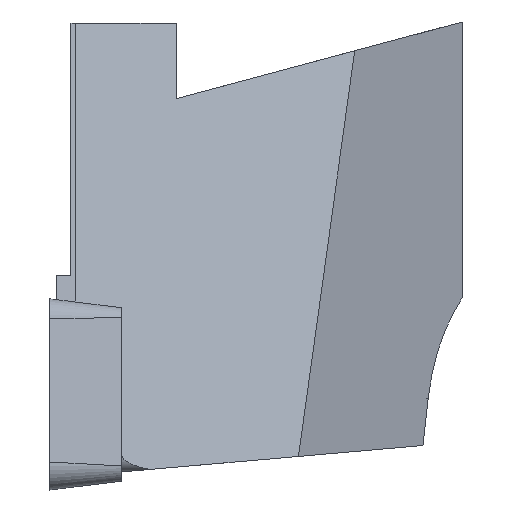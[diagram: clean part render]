
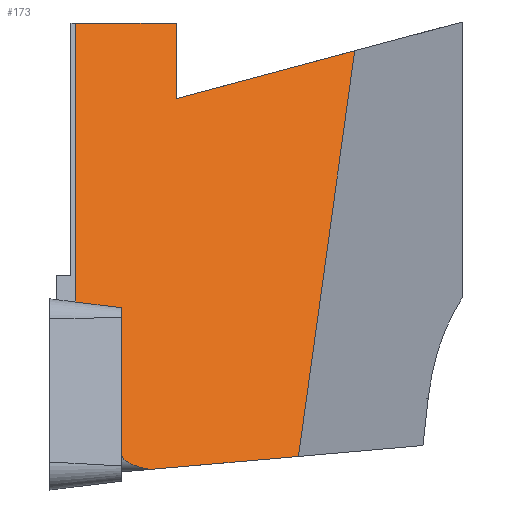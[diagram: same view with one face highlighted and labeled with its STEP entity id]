
A CAD part, left-side view. The second image highlights one B-rep face of the part: STEP entity #173.
In plain terms, the highlighted planar face has unit normal (-0.937, -0.309, 0.165).
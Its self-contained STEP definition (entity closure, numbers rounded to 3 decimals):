
#127=ELLIPSE('',#858,1.618,0.5);
#143=FACE_OUTER_BOUND('',#261,.T.);
#173=ADVANCED_FACE('',(#143),#212,.F.);
#212=PLANE('',#859);
#261=EDGE_LOOP('',(#398,#399,#400,#401,#402,#403,#404,#405,#406));
#398=ORIENTED_EDGE('',*,*,#616,.T.);
#399=ORIENTED_EDGE('',*,*,#618,.F.);
#400=ORIENTED_EDGE('',*,*,#589,.F.);
#401=ORIENTED_EDGE('',*,*,#601,.F.);
#402=ORIENTED_EDGE('',*,*,#604,.F.);
#403=ORIENTED_EDGE('',*,*,#582,.F.);
#404=ORIENTED_EDGE('',*,*,#619,.T.);
#405=ORIENTED_EDGE('',*,*,#565,.F.);
#406=ORIENTED_EDGE('',*,*,#620,.T.);
#501=VERTEX_POINT('',#1118);
#502=VERTEX_POINT('',#1119);
#516=VERTEX_POINT('',#1152);
#517=VERTEX_POINT('',#1154);
#522=VERTEX_POINT('',#1168);
#523=VERTEX_POINT('',#1169);
#531=VERTEX_POINT('',#1191);
#538=VERTEX_POINT('',#1222);
#539=VERTEX_POINT('',#1224);
#565=EDGE_CURVE('',#501,#502,#656,.T.);
#582=EDGE_CURVE('',#516,#517,#670,.T.);
#589=EDGE_CURVE('',#522,#523,#677,.T.);
#601=EDGE_CURVE('',#531,#522,#687,.T.);
#604=EDGE_CURVE('',#517,#531,#690,.T.);
#616=EDGE_CURVE('',#539,#538,#699,.T.);
#618=EDGE_CURVE('',#523,#538,#700,.T.);
#619=EDGE_CURVE('',#516,#502,#701,.T.);
#620=EDGE_CURVE('',#501,#539,#127,.T.);
#656=LINE('',#1117,#715);
#670=LINE('',#1153,#729);
#677=LINE('',#1167,#736);
#687=LINE('',#1193,#746);
#690=LINE('',#1198,#749);
#699=LINE('',#1223,#758);
#700=LINE('',#1227,#759);
#701=LINE('',#1228,#760);
#715=VECTOR('',#911,1.);
#729=VECTOR('',#937,1.);
#736=VECTOR('',#948,1.);
#746=VECTOR('',#968,1.);
#749=VECTOR('',#973,1.);
#758=VECTOR('',#996,1.);
#759=VECTOR('',#1001,1.);
#760=VECTOR('',#1002,1.);
#858=AXIS2_PLACEMENT_3D('',#1229,#1003,#1004);
#859=AXIS2_PLACEMENT_3D('',#1230,#1005,#1006);
#911=DIRECTION('',(0.174,0.,0.985));
#937=DIRECTION('',(0.174,0.,0.985));
#948=DIRECTION('',(0.342,-0.908,0.243));
#968=DIRECTION('',(-0.174,0.,-0.985));
#973=DIRECTION('',(0.313,-0.95,0.));
#996=DIRECTION('',(0.325,-0.942,0.082));
#1001=DIRECTION('',(-0.215,0.134,-0.967));
#1002=DIRECTION('',(0.293,-0.949,-0.117));
#1003=DIRECTION('',(-0.937,-0.309,0.165));
#1004=DIRECTION('',(0.304,-0.951,-0.054));
#1005=DIRECTION('',(0.937,0.309,-0.165));
#1006=DIRECTION('',(0.313,-0.95,0.));
#1117=CARTESIAN_POINT('',(-14.459,-1.68,-12.523));
#1118=CARTESIAN_POINT('',(-14.334,-1.68,-11.813));
#1119=CARTESIAN_POINT('',(-13.475,-1.68,-6.942));
#1152=CARTESIAN_POINT('',(-13.944,-0.157,-6.755));
#1153=CARTESIAN_POINT('',(-13.866,-0.157,-6.311));
#1154=CARTESIAN_POINT('',(-12.311,-0.157,2.508));
#1167=CARTESIAN_POINT('',(-10.338,-6.98,0.932));
#1168=CARTESIAN_POINT('',(-11.65,-3.5,0.));
#1169=CARTESIAN_POINT('',(-9.414,-9.43,1.589));
#1191=CARTESIAN_POINT('',(-11.208,-3.5,2.508));
#1193=CARTESIAN_POINT('',(-14.314,-3.5,-15.109));
#1198=CARTESIAN_POINT('',(-19.931,22.937,2.508));
#1222=CARTESIAN_POINT('',(-12.407,-7.559,-11.886));
#1223=CARTESIAN_POINT('',(-14.427,-1.709,-12.397));
#1224=CARTESIAN_POINT('',(-14.115,-2.613,-12.318));
#1227=CARTESIAN_POINT('',(-11.48,-8.138,-7.715));
#1228=CARTESIAN_POINT('',(-13.485,-1.646,-6.938));
#1229=CARTESIAN_POINT('',(-13.841,-3.219,-11.9));
#1230=CARTESIAN_POINT('',(-13.379,-1.68,-6.397));
